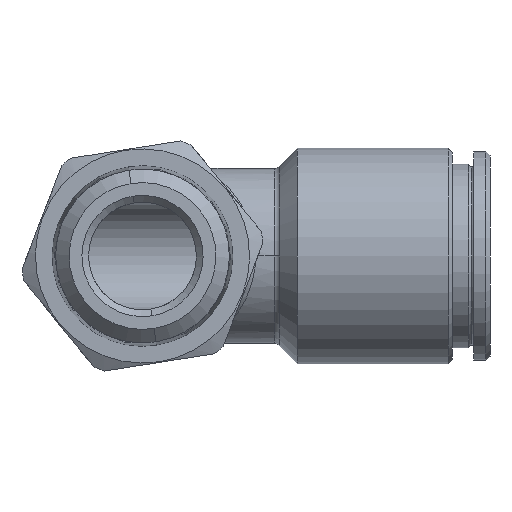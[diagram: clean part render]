
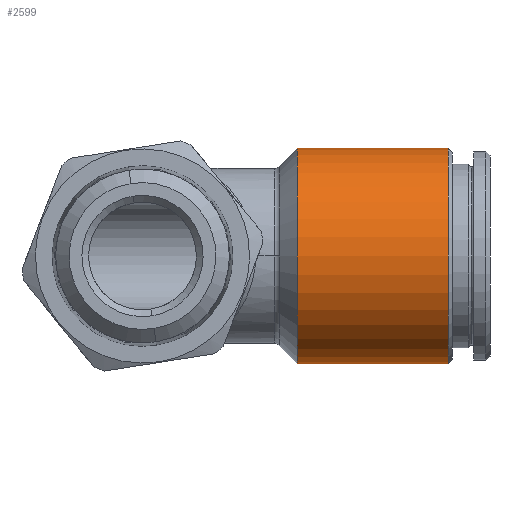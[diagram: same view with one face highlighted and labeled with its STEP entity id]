
A CAD part, front view. The second image highlights one B-rep face of the part: STEP entity #2599.
In plain terms, the highlighted cylindrical face has radius 8 mm (diameter 16 mm), a partial arc.
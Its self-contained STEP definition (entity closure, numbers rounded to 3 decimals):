
#804 = CARTESIAN_POINT ( 'NONE',  ( -1.358, 0., 0. ) ) ;
#805 = AXIS2_PLACEMENT_3D ( 'NONE', #804, #827, #826 ) ;
#806 = CYLINDRICAL_SURFACE ( 'NONE', #805, 8. ) ;
#807 = FACE_OUTER_BOUND ( 'NONE', #2579, .T. ) ;
#826 = DIRECTION ( 'NONE',  ( 0., 0., 1. ) ) ;
#827 = DIRECTION ( 'NONE',  ( -1., 0., 0. ) ) ;
#888 = AXIS2_PLACEMENT_3D ( 'NONE', #978, #933, #928 ) ;
#928 = DIRECTION ( 'NONE',  ( 0., 0., 1. ) ) ;
#933 = DIRECTION ( 'NONE',  ( -1., 0., 0. ) ) ;
#937 = CIRCLE ( 'NONE', #888, 8. ) ;
#978 = CARTESIAN_POINT ( 'NONE',  ( 22.7, 0., 0. ) ) ;
#1993 = DIRECTION ( 'NONE',  ( 0., 0., -1. ) ) ;
#1994 = DIRECTION ( 'NONE',  ( 1., 0., 0. ) ) ;
#2010 = CIRCLE ( 'NONE', #2012, 8. ) ;
#2011 = CARTESIAN_POINT ( 'NONE',  ( 11.5, 0., 0. ) ) ;
#2012 = AXIS2_PLACEMENT_3D ( 'NONE', #2011, #1994, #1993 ) ;
#2287 = VERTEX_POINT ( 'NONE', #3308 ) ;
#2322 = EDGE_CURVE ( 'NONE', #2337, #2332, #3339, .T. ) ;
#2328 = EDGE_CURVE ( 'NONE', #2287, #2344, #3343, .T. ) ;
#2332 = VERTEX_POINT ( 'NONE', #3267 ) ;
#2337 = VERTEX_POINT ( 'NONE', #3366 ) ;
#2344 = VERTEX_POINT ( 'NONE', #3377 ) ;
#2558 = ORIENTED_EDGE ( 'NONE', *, *, #2322, .T. ) ;
#2579 = EDGE_LOOP ( 'NONE', ( #2690, #2662, #2558, #2586 ) ) ;
#2586 = ORIENTED_EDGE ( 'NONE', *, *, #3005, .T. ) ;
#2599 = ADVANCED_FACE ( 'NONE', ( #807 ), #806, .T. ) ;
#2642 = EDGE_CURVE ( 'NONE', #2287, #2337, #937, .T. ) ;
#2662 = ORIENTED_EDGE ( 'NONE', *, *, #2642, .T. ) ;
#2690 = ORIENTED_EDGE ( 'NONE', *, *, #2328, .F. ) ;
#3005 = EDGE_CURVE ( 'NONE', #2332, #2344, #2010, .T. ) ;
#3267 = CARTESIAN_POINT ( 'NONE',  ( 11.5, 0., 8. ) ) ;
#3308 = CARTESIAN_POINT ( 'NONE',  ( 22.7, 0., -8. ) ) ;
#3336 = DIRECTION ( 'NONE',  ( -1., 0., 0. ) ) ;
#3337 = VECTOR ( 'NONE', #3336, 1000. ) ;
#3338 = CARTESIAN_POINT ( 'NONE',  ( -1.358, 0., 8. ) ) ;
#3339 = LINE ( 'NONE', #3338, #3337 ) ;
#3340 = DIRECTION ( 'NONE',  ( -1., 0., 0. ) ) ;
#3341 = VECTOR ( 'NONE', #3340, 1000. ) ;
#3342 = CARTESIAN_POINT ( 'NONE',  ( -1.358, 0., -8. ) ) ;
#3343 = LINE ( 'NONE', #3342, #3341 ) ;
#3366 = CARTESIAN_POINT ( 'NONE',  ( 22.7, 0., 8. ) ) ;
#3377 = CARTESIAN_POINT ( 'NONE',  ( 11.5, 0., -8. ) ) ;
